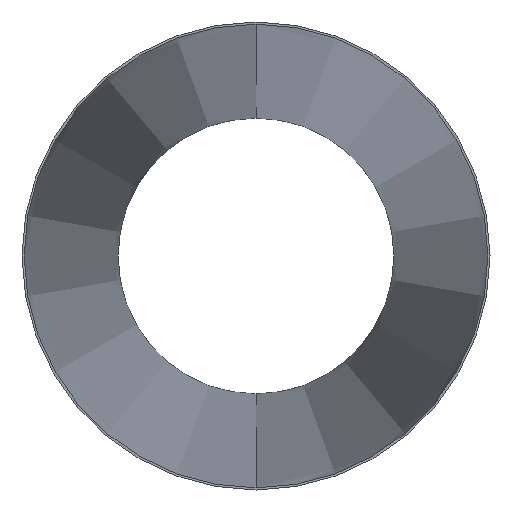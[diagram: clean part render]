
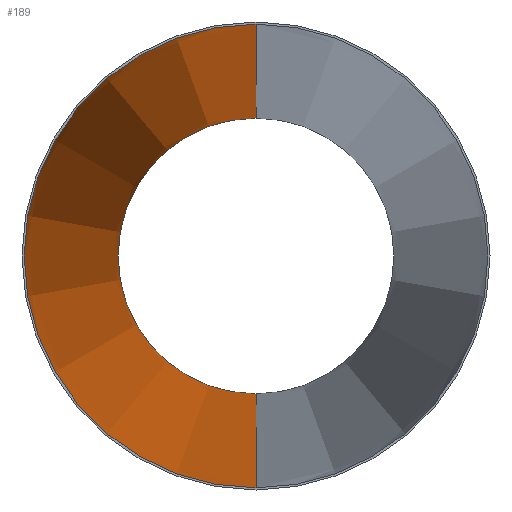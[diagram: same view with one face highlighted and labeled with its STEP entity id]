
A CAD part, front view. The second image highlights one B-rep face of the part: STEP entity #189.
In plain terms, the highlighted conical face has half-angle 0.963 degrees and reference radius 1915 mm.
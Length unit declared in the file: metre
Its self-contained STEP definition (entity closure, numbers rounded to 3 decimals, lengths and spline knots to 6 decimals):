
#7 = VERTEX_POINT ( 'NONE', #156 ) ;
#13 = CARTESIAN_POINT ( 'NONE',  ( 0., 77.6, 0. ) ) ;
#15 = DIRECTION ( 'NONE',  ( 0., 1., 0. ) ) ;
#17 = CIRCLE ( 'NONE', #55, 1.915 ) ;
#31 = EDGE_CURVE ( 'NONE', #7, #82, #17, .T. ) ;
#45 = DIRECTION ( 'NONE',  ( 0., 0., 1. ) ) ;
#47 = DIRECTION ( 'NONE',  ( 0., 0., 1. ) ) ;
#48 = LINE ( 'NONE', #163, #76 ) ;
#55 = AXIS2_PLACEMENT_3D ( 'NONE', #139, #217, #45 ) ;
#56 = CONICAL_SURFACE ( 'NONE', #175, 1.915, 0.017 ) ;
#61 = VERTEX_POINT ( 'NONE', #200 ) ;
#65 = ORIENTED_EDGE ( 'NONE', *, *, #123, .T. ) ;
#67 = LINE ( 'NONE', #221, #171 ) ;
#68 = DIRECTION ( 'NONE',  ( 0., -1., -0.017 ) ) ;
#73 = DIRECTION ( 'NONE',  ( 0., 0., -1. ) ) ;
#76 = VECTOR ( 'NONE', #68, 1. ) ;
#78 = ORIENTED_EDGE ( 'NONE', *, *, #214, .F. ) ;
#82 = VERTEX_POINT ( 'NONE', #86 ) ;
#83 = CIRCLE ( 'NONE', #224, 3.22 ) ;
#85 = DIRECTION ( 'NONE',  ( 0., -1., 0.017 ) ) ;
#86 = CARTESIAN_POINT ( 'NONE',  ( 0., 77.6, 1.915 ) ) ;
#95 = VERTEX_POINT ( 'NONE', #220 ) ;
#123 = EDGE_CURVE ( 'NONE', #82, #61, #67, .T. ) ;
#125 = CARTESIAN_POINT ( 'NONE',  ( 0., 0., 0. ) ) ;
#139 = CARTESIAN_POINT ( 'NONE',  ( 0., 77.6, 0. ) ) ;
#140 = DIRECTION ( 'NONE',  ( 0., -1., 0. ) ) ;
#156 = CARTESIAN_POINT ( 'NONE',  ( 0., 77.6, -1.915 ) ) ;
#159 = ORIENTED_EDGE ( 'NONE', *, *, #193, .F. ) ;
#163 = CARTESIAN_POINT ( 'NONE',  ( 0., 77.6, -1.915 ) ) ;
#171 = VECTOR ( 'NONE', #85, 1. ) ;
#175 = AXIS2_PLACEMENT_3D ( 'NONE', #13, #140, #73 ) ;
#189 = ADVANCED_FACE ( 'NONE', ( #207 ), #56, .F. ) ;
#193 = EDGE_CURVE ( 'NONE', #7, #95, #48, .T. ) ;
#194 = ORIENTED_EDGE ( 'NONE', *, *, #31, .T. ) ;
#200 = CARTESIAN_POINT ( 'NONE',  ( 0., 0., 3.22 ) ) ;
#207 = FACE_OUTER_BOUND ( 'NONE', #237, .T. ) ;
#214 = EDGE_CURVE ( 'NONE', #95, #61, #83, .T. ) ;
#217 = DIRECTION ( 'NONE',  ( 0., 1., 0. ) ) ;
#220 = CARTESIAN_POINT ( 'NONE',  ( 0., 0., -3.22 ) ) ;
#221 = CARTESIAN_POINT ( 'NONE',  ( 0., 77.6, 1.915 ) ) ;
#224 = AXIS2_PLACEMENT_3D ( 'NONE', #125, #15, #47 ) ;
#237 = EDGE_LOOP ( 'NONE', ( #194, #65, #78, #159 ) ) ;
